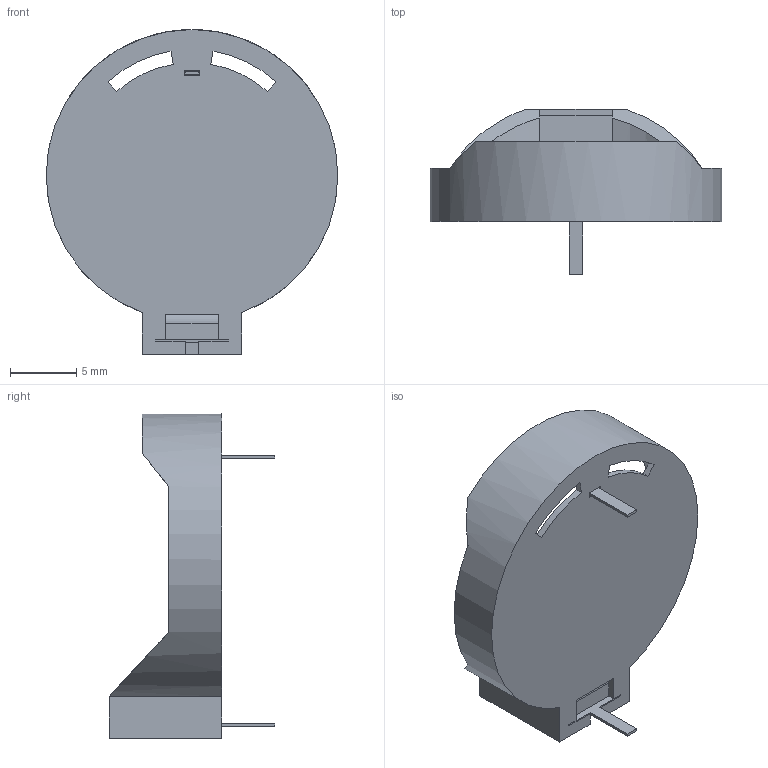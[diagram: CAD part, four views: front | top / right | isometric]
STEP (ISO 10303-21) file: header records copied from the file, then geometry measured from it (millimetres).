
FILE_DESCRIPTION(('FreeCAD Model'),'2;1');
FILE_NAME('Open CASCADE Shape Model','2021-10-03T10:26:59',('Author'),( ''),'Open CASCADE STEP processor 7.5','FreeCAD','Unknown');
FILE_SCHEMA(('AUTOMOTIVE_DESIGN { 1 0 10303 214 1 1 1 1 }'));
Length unit declared in the file: millimetre
Products named in the file (1): User Library-CR2032_HOR_HOLD
Bounding box: 22 x 12.5 x 24.5 mm (x, y, z)
Volume: 570 mm3; surface area: 1856.9 mm2
Topology: 3 solids, 3 shells, 87 faces, 726 edges, 2096 vertices
Faces by surface type: plane 71, cylinder 14, bspline 2
Entity records: 13021 total; most frequent: CARTESIAN_POINT 3860, DIRECTION 1406, LINE 1022, VECTOR 1022, GEOMETRIC_CURVE_SET 485, ORIENTED_EDGE 484, PCURVE 484, DEFINITIONAL_REPRESENTATION 484
